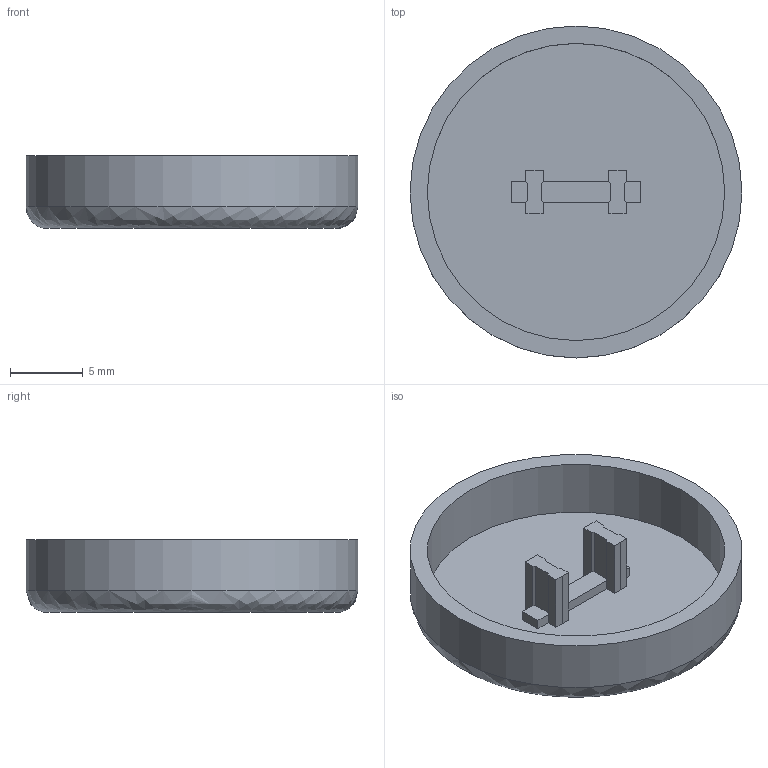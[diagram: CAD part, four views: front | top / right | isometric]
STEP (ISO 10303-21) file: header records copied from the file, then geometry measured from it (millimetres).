
FILE_DESCRIPTION(/* description */ (''),/* implementation_level */ '2;1');
FILE_NAME(/* name */ 'button_small.step',/* time_stamp */ '2023-02-11T15:40:12-07:00',/* author */ (''),/* organization */ (''),/* preprocessor_version */ 'ST-DEVELOPER v19.2',/* originating_system */ 'Autodesk Translation Framework v11.17.0.187',/* authorisation */ '');
FILE_SCHEMA (('AUTOMOTIVE_DESIGN { 1 0 10303 214 3 1 1 }'));
Length unit declared in the file: millimetre
Products named in the file (1): Egg on Rice Caps
Bounding box: 22.8 x 22.8 x 5 mm (x, y, z)
Volume: 731.9 mm3; surface area: 1462.4 mm2
Topology: 1 solids, 1 shells, 46 faces, 116 edges, 74 vertices
Faces by surface type: plane 42, cylinder 3, bspline 1
Full cylindrical faces by diameter (mm): 20.425 x2, 22.8 x1
Entity records: 1461 total; most frequent: CARTESIAN_POINT 319, ORIENTED_EDGE 232, DIRECTION 213, EDGE_CURVE 116, LINE 109, VECTOR 109, VERTEX_POINT 74, AXIS2_PLACEMENT_3D 52
